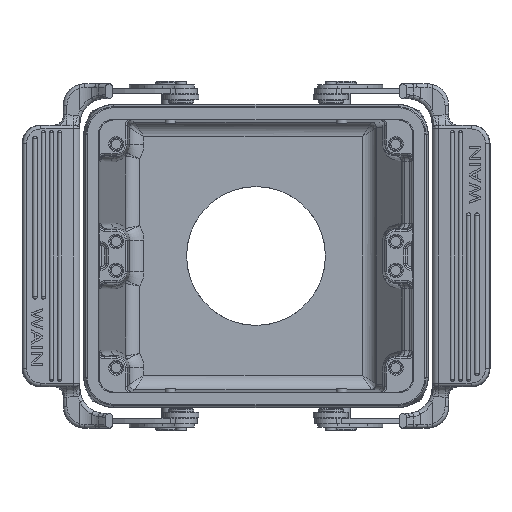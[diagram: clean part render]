
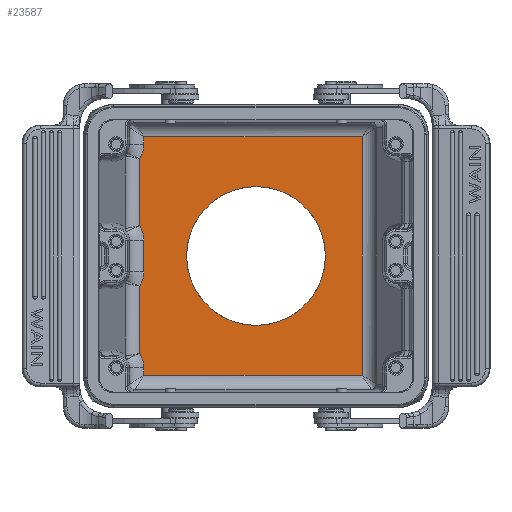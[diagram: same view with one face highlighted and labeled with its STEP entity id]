
A CAD part, front view. The second image highlights one B-rep face of the part: STEP entity #23587.
In plain terms, the highlighted planar face has unit normal (0, -1, 0).
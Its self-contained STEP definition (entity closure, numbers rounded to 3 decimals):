
#16521=LINE('',#74261,#19053);
#16522=LINE('',#74271,#19054);
#16523=LINE('',#74277,#19055);
#16524=LINE('',#74283,#19056);
#16525=LINE('',#74287,#19057);
#16527=LINE('',#74304,#19059);
#16534=LINE('',#74321,#19066);
#16582=LINE('',#74505,#19114);
#19053=VECTOR('',#55262,1.);
#19054=VECTOR('',#55275,1.);
#19055=VECTOR('',#55284,1.);
#19056=VECTOR('',#55293,1.);
#19057=VECTOR('',#55300,1.);
#19059=VECTOR('',#55304,1.);
#19066=VECTOR('',#55323,1.);
#19114=VECTOR('',#55479,1.);
#20332=PLANE('',#48090);
#23587=ADVANCED_FACE('NONE',(#25079,#25080),#20332,.F.);
#25079=FACE_BOUND('',#26838,.T.);
#25080=FACE_BOUND('',#26839,.T.);
#26838=EDGE_LOOP('',(#33799,#33800,#33801,#33802,#33803,#33804,#33805,#33806,
#33807,#33808,#33809,#33810));
#26839=EDGE_LOOP('',(#33811));
#33799=ORIENTED_EDGE('',*,*,#43101,.F.);
#33800=ORIENTED_EDGE('',*,*,#43100,.F.);
#33801=ORIENTED_EDGE('',*,*,#43098,.F.);
#33802=ORIENTED_EDGE('',*,*,#43096,.F.);
#33803=ORIENTED_EDGE('',*,*,#43095,.F.);
#33804=ORIENTED_EDGE('',*,*,#43092,.F.);
#33805=ORIENTED_EDGE('',*,*,#43106,.F.);
#33806=ORIENTED_EDGE('',*,*,#43186,.T.);
#33807=ORIENTED_EDGE('',*,*,#43103,.F.);
#33808=ORIENTED_EDGE('',*,*,#43115,.F.);
#33809=ORIENTED_EDGE('',*,*,#43090,.F.);
#33810=ORIENTED_EDGE('',*,*,#43102,.F.);
#33811=ORIENTED_EDGE('',*,*,#43187,.F.);
#38813=VERTEX_POINT('',#72381);
#38816=VERTEX_POINT('',#72447);
#38825=VERTEX_POINT('',#72584);
#38828=VERTEX_POINT('',#72650);
#38895=VERTEX_POINT('',#73404);
#38898=VERTEX_POINT('',#73450);
#38992=VERTEX_POINT('',#74262);
#38993=VERTEX_POINT('',#74266);
#38995=VERTEX_POINT('',#74274);
#38996=VERTEX_POINT('',#74278);
#38997=VERTEX_POINT('',#74288);
#38999=VERTEX_POINT('',#74305);
#39031=VERTEX_POINT('',#74507);
#43090=EDGE_CURVE('',#38992,#38898,#16521,.T.);
#43092=EDGE_CURVE('',#38993,#38813,#45380,.T.);
#43095=EDGE_CURVE('',#38813,#38816,#16522,.T.);
#43096=EDGE_CURVE('',#38816,#38995,#45383,.T.);
#43098=EDGE_CURVE('',#38995,#38996,#16523,.T.);
#43100=EDGE_CURVE('',#38996,#38825,#45386,.T.);
#43101=EDGE_CURVE('',#38825,#38828,#16524,.T.);
#43102=EDGE_CURVE('',#38828,#38992,#45387,.T.);
#43103=EDGE_CURVE('',#38895,#38997,#16525,.T.);
#43106=EDGE_CURVE('',#38999,#38993,#16527,.T.);
#43115=EDGE_CURVE('',#38898,#38895,#16534,.T.);
#43186=EDGE_CURVE('',#38999,#38997,#16582,.T.);
#43187=EDGE_CURVE('',#39031,#39031,#45401,.T.);
#45380=CIRCLE('',#48013,7.646);
#45383=CIRCLE('',#48018,7.646);
#45386=CIRCLE('',#48023,7.646);
#45387=CIRCLE('',#48026,7.646);
#45401=CIRCLE('',#48089,19.25);
#48013=AXIS2_PLACEMENT_3D('',#74265,#55267,#55268);
#48018=AXIS2_PLACEMENT_3D('',#74273,#55278,#55279);
#48023=AXIS2_PLACEMENT_3D('',#74281,#55289,#55290);
#48026=AXIS2_PLACEMENT_3D('',#74285,#55296,#55297);
#48089=AXIS2_PLACEMENT_3D('',#74506,#55480,#55481);
#48090=AXIS2_PLACEMENT_3D('',#74508,#55482,#55483);
#55262=DIRECTION('',(0.,0.,1.));
#55267=DIRECTION('',(0.,-1.,0.));
#55268=DIRECTION('',(0.,0.,1.));
#55275=DIRECTION('',(0.,0.,1.));
#55278=DIRECTION('',(0.,-1.,0.));
#55279=DIRECTION('',(0.,0.,1.));
#55284=DIRECTION('',(0.,0.,1.));
#55289=DIRECTION('',(0.,-1.,0.));
#55290=DIRECTION('',(0.,0.,1.));
#55293=DIRECTION('',(0.,0.,1.));
#55296=DIRECTION('',(0.,-1.,0.));
#55297=DIRECTION('',(0.,0.,1.));
#55300=DIRECTION('',(0.,0.,-1.));
#55304=DIRECTION('',(0.,0.,1.));
#55323=DIRECTION('',(1.,0.,0.));
#55479=DIRECTION('',(1.,0.,0.));
#55480=DIRECTION('',(0.,-1.,0.));
#55481=DIRECTION('',(0.,0.,1.));
#55482=DIRECTION('',(0.,1.,0.));
#55483=DIRECTION('',(0.,0.,1.));
#72381=CARTESIAN_POINT('',(-32.225,40.,-27.015));
#72447=CARTESIAN_POINT('',(-32.225,40.,-8.385));
#72584=CARTESIAN_POINT('',(-32.225,40.,8.385));
#72650=CARTESIAN_POINT('',(-32.225,40.,27.015));
#73404=CARTESIAN_POINT('',(29.448,40.,33.104));
#73450=CARTESIAN_POINT('',(-31.104,40.,33.104));
#74261=CARTESIAN_POINT('',(-31.104,40.,-37.75));
#74262=CARTESIAN_POINT('',(-31.104,40.,31.));
#74265=CARTESIAN_POINT('',(-38.75,40.,-31.));
#74266=CARTESIAN_POINT('',(-31.104,40.,-31.));
#74271=CARTESIAN_POINT('',(-32.225,40.,-37.75));
#74273=CARTESIAN_POINT('',(-38.75,40.,-4.4));
#74274=CARTESIAN_POINT('',(-31.104,40.,-4.4));
#74277=CARTESIAN_POINT('',(-31.104,40.,-37.75));
#74278=CARTESIAN_POINT('',(-31.104,40.,4.4));
#74281=CARTESIAN_POINT('',(-38.75,40.,4.4));
#74283=CARTESIAN_POINT('',(-32.225,40.,-37.75));
#74285=CARTESIAN_POINT('',(-38.75,40.,31.));
#74287=CARTESIAN_POINT('',(29.448,40.,-37.75));
#74288=CARTESIAN_POINT('',(29.448,40.,-33.104));
#74304=CARTESIAN_POINT('',(-31.104,40.,-37.75));
#74305=CARTESIAN_POINT('',(-31.104,40.,-33.104));
#74321=CARTESIAN_POINT('',(32.925,40.,33.104));
#74505=CARTESIAN_POINT('',(35.75,40.,-33.104));
#74506=CARTESIAN_POINT('',(0.,40.,0.));
#74507=CARTESIAN_POINT('',(0.,40.,19.25));
#74508=CARTESIAN_POINT('',(32.925,40.,-37.75));
